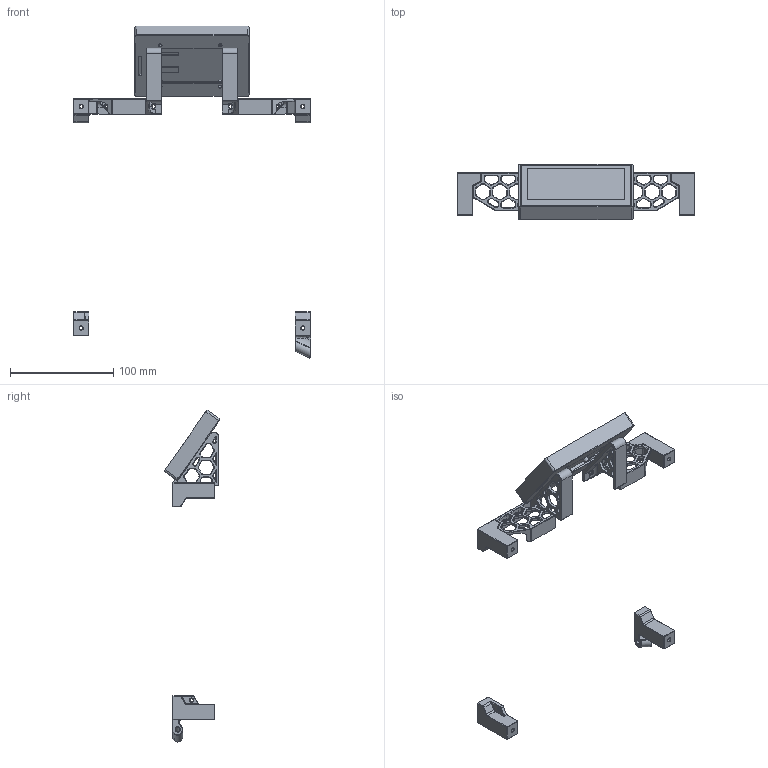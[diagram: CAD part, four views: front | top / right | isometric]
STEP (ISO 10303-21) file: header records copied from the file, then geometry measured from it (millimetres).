
FILE_DESCRIPTION(/* description */ (''),/* implementation_level */ '2;1');
FILE_NAME(/* name */ 'Waveshare 4.3 v5.step',/* time_stamp */ '2022-10-11T22:54:22+02:00',/* author */ (''),/* organization */ (''),/* preprocessor_version */ 'ST-DEVELOPER v19',/* originating_system */ 'Autodesk Translation Framework v11.7.0.108',/* authorisation */ '');
FILE_SCHEMA (('AUTOMOTIVE_DESIGN { 1 0 10303 214 3 1 1 }'));
Products named in the file (8): Waveshare 4.3; Skirt; Waveshare 4.3inch DSI (1); Frame (1); Mount (1); Rear_Right_Foot_x1; Rear_Left_Foot; Foot_Front
Assembly tree (8 placements, depth 2):
  Waveshare 4.3
    Skirt
    Waveshare 4.3inch DSI (1)
    Frame (1)
    Mount (1)
    Foot_Front  x2
    Rear_Right_Foot_x1
    Rear_Left_Foot
Bounding box: 229.96 x 54.19 x 322.05 mm (x, y, z)
Volume: 155769.4 mm3; surface area: 79774.1 mm2
Topology: 10 solids, 10 shells, 1467 faces, 3542 edges, 2083 vertices
Faces by surface type: plane 772, cone 332, cylinder 273, bspline 86, torus 4
Full cylindrical faces by diameter (mm): 2 x8, 2.8 x4, 3.4 x15, 4.2 x1, 4.6 x4, 5.5 x8, 6 x3, 6.2 x4
Entity records: 56524 total; most frequent: CARTESIAN_POINT 23628, ORIENTED_EDGE 6770, DIRECTION 6755, EDGE_CURVE 3385, LINE 2277, VECTOR 2277, AXIS2_PLACEMENT_3D 2239, VERTEX_POINT 2004
